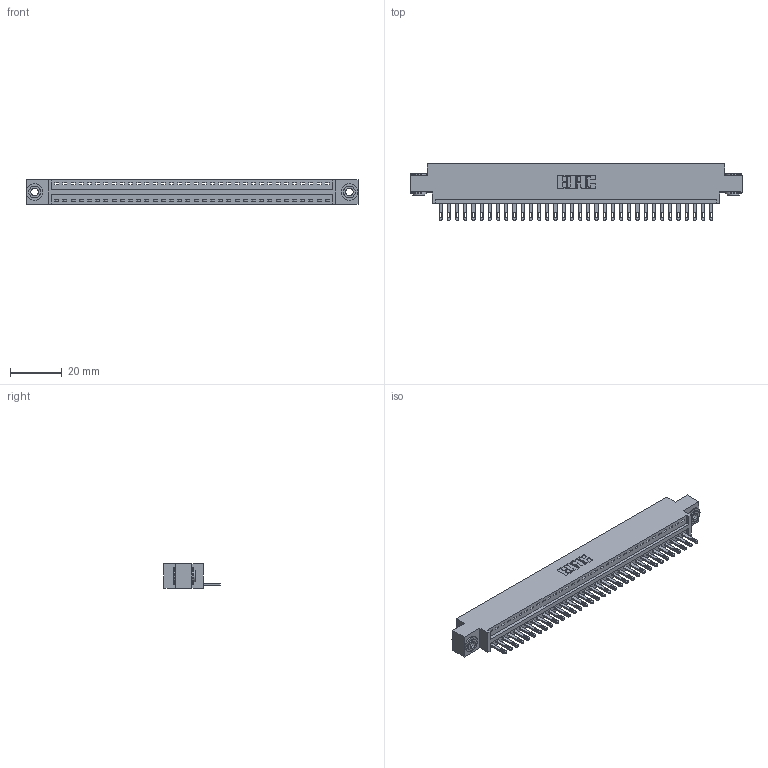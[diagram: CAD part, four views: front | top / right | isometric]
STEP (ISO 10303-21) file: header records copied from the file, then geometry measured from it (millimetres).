
FILE_DESCRIPTION (( 'STEP AP203' ), '1' );
FILE_NAME ('346-034-500-603.STEP', '2022-05-06T20:42:59', ( '' ), ( '' ), 'SwSTEP 2.0', 'SolidWorks 2020', '' );
FILE_SCHEMA (( 'CONFIG_CONTROL_DESIGN' ));
Length unit declared in the file: inch
Products named in the file (4): 345-250-002_345-250-002-102; 346 Part_0.170 Offset - 0.156 Dia-TH; 346-034-500-603; 345-292-001_345-293-100
Assembly tree (37 placements, depth 2):
  346-034-500-603
    346 Part_0.170 Offset - 0.156 Dia-TH
    345-292-001_345-293-100  x34
    345-250-002_345-250-002-102  x2
Bounding box: 128.52 x 21.84 x 9.4 mm (x, y, z)
Volume: 12115.2 mm3; surface area: 15547.1 mm2
Topology: 37 solids, 37 shells, 2014 faces, 6165 edges, 4106 vertices
Faces by surface type: plane 1260, cylinder 746, cone 8
Entity records: 23306 total; most frequent: CARTESIAN_POINT 3979, ORIENTED_EDGE 3938, DIRECTION 3551, EDGE_CURVE 1969, VECTOR 1673, LINE 1673, VERTEX_POINT 1310, AXIS2_PLACEMENT_3D 939
